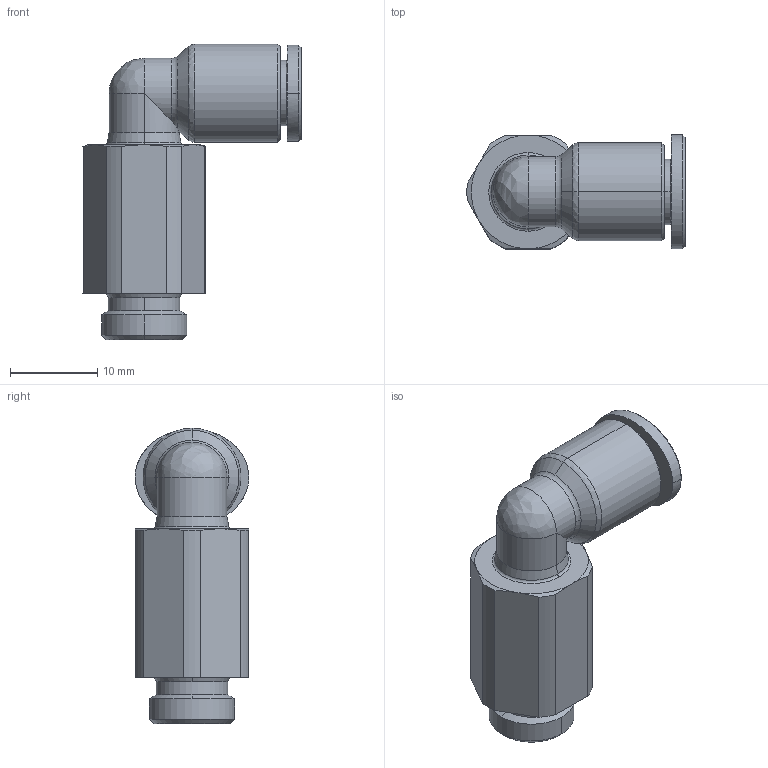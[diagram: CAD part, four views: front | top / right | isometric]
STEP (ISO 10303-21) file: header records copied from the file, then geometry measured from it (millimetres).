
FILE_DESCRIPTION (( 'STEP AP214' ), '1' );
FILE_NAME ('PLL06-G01.stp', '2015-09-11T13:32:03', ( '' ), ( '' ), 'SwSTEP 2.0', 'SolidWorks 2015', '' );
FILE_SCHEMA (( 'AUTOMOTIVE_DESIGN' ));
Length unit declared in the file: millimetre
Products named in the file (2): PLL06-G01; ｦ+ﾃｦ1
Assembly tree (1 placements, depth 2):
  PLL06-G01
    ｦ+ﾃｦ1
Bounding box: 24.94 x 13 x 33.8 mm (x, y, z)
Volume: 3580.4 mm3; surface area: 2757.8 mm2
Topology: 1 solids, 1 shells, 274 faces, 740 edges, 482 vertices
Faces by surface type: plane 178, bspline 35, cylinder 30, cone 26, torus 5
Entity records: 10421 total; most frequent: CARTESIAN_POINT 3100, ORIENTED_EDGE 1474, DIRECTION 1231, EDGE_CURVE 737, LINE 541, VECTOR 541, VERTEX_POINT 482, AXIS2_PLACEMENT_3D 345
